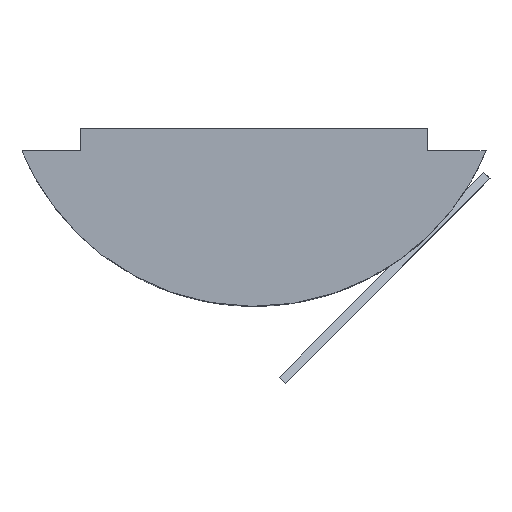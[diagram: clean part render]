
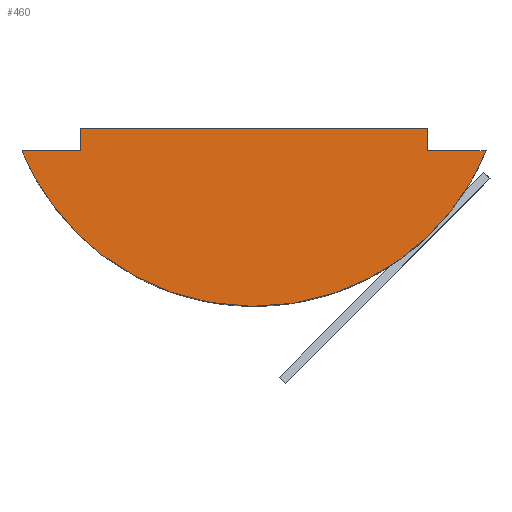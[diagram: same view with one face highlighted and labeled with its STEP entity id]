
A CAD part, left-side view. The second image highlights one B-rep face of the part: STEP entity #460.
In plain terms, the highlighted planar face has unit normal (-0.72, -0.694, 0).
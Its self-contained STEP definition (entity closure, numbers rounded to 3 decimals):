
#13 = LINE ( 'NONE', #619, #14 ) ;
#14 = VECTOR ( 'NONE', #620, 1000. ) ;
#25 = LINE ( 'NONE', #513, #26 ) ;
#26 = VECTOR ( 'NONE', #514, 1000. ) ;
#31 = LINE ( 'NONE', #519, #32 ) ;
#32 = VECTOR ( 'NONE', #520, 1000. ) ;
#39 = LINE ( 'NONE', #531, #40 ) ;
#40 = VECTOR ( 'NONE', #532, 1000. ) ;
#43 = LINE ( 'NONE', #462, #44 ) ;
#44 = VECTOR ( 'NONE', #463, 1000. ) ;
#78 = CARTESIAN_POINT ( 'NONE',  ( -9.554, -1.5, 3.5 ) ) ;
#83 = VERTEX_POINT ( 'NONE', #125 ) ;
#102 = CARTESIAN_POINT ( 'NONE',  ( -2.036, -9.3, 3.5 ) ) ;
#110 = VERTEX_POINT ( 'NONE', #102 ) ;
#112 = VERTEX_POINT ( 'NONE', #78 ) ;
#117 = VERTEX_POINT ( 'NONE', #577 ) ;
#122 = VERTEX_POINT ( 'NONE', #582 ) ;
#125 = CARTESIAN_POINT ( 'NONE',  ( -0.762, -10.622, 3.5 ) ) ;
#129 = VERTEX_POINT ( 'NONE', #579 ) ;
#184 = ORIENTED_EDGE ( 'NONE', *, *, #428, .F. ) ;
#186 = ORIENTED_EDGE ( 'NONE', *, *, #430, .T. ) ;
#187 = ORIENTED_EDGE ( 'NONE', *, *, #423, .F. ) ;
#188 = ORIENTED_EDGE ( 'NONE', *, *, #414, .F. ) ;
#189 = ORIENTED_EDGE ( 'NONE', *, *, #431, .T. ) ;
#191 = ORIENTED_EDGE ( 'NONE', *, *, #420, .F. ) ;
#252 = PLANE ( 'NONE',  #380 ) ;
#253 = CARTESIAN_POINT ( 'NONE',  ( -0.702, -10.684, -0.024 ) ) ;
#254 = DIRECTION ( 'NONE',  ( 0.72, 0.694, 0. ) ) ;
#255 = DIRECTION ( 'NONE',  ( -0.694, 0.72, 0. ) ) ;
#380 = AXIS2_PLACEMENT_3D ( 'NONE', #253, #254, #255 ) ;
#414 = EDGE_CURVE ( 'NONE', #122, #112, #13, .T. ) ;
#420 = EDGE_CURVE ( 'NONE', #110, #83, #25, .T. ) ;
#423 = EDGE_CURVE ( 'NONE', #112, #129, #31, .T. ) ;
#428 = EDGE_CURVE ( 'NONE', #117, #110, #39, .T. ) ;
#430 = EDGE_CURVE ( 'NONE', #117, #129, #43, .T. ) ;
#431 = EDGE_CURVE ( 'NONE', #122, #83, #588, .T. ) ;
#460 = ADVANCED_FACE ( 'NONE', ( #644 ), #252, .F. ) ;
#462 = CARTESIAN_POINT ( 'NONE',  ( -0.702, -10.684, 4. ) ) ;
#463 = DIRECTION ( 'NONE',  ( -0.694, 0.72, 0. ) ) ;
#464 = CARTESIAN_POINT ( 'NONE',  ( -10.828, -0.178, 3.5 ) ) ;
#465 = CARTESIAN_POINT ( 'NONE',  ( -8.655, -2.433, -1.989 ) ) ;
#466 = CARTESIAN_POINT ( 'NONE',  ( -2.936, -8.367, -1.989 ) ) ;
#467 = CARTESIAN_POINT ( 'NONE',  ( -0.762, -10.622, 3.5 ) ) ;
#513 = CARTESIAN_POINT ( 'NONE',  ( -5.795, -5.4, 3.5 ) ) ;
#514 = DIRECTION ( 'NONE',  ( 0.694, -0.72, 0. ) ) ;
#519 = CARTESIAN_POINT ( 'NONE',  ( -9.554, -1.5, 1.988 ) ) ;
#520 = DIRECTION ( 'NONE',  ( 0., 0., 1. ) ) ;
#531 = CARTESIAN_POINT ( 'NONE',  ( -2.036, -9.3, 1.988 ) ) ;
#532 = DIRECTION ( 'NONE',  ( 0., 0., -1. ) ) ;
#577 = CARTESIAN_POINT ( 'NONE',  ( -2.036, -9.3, 4. ) ) ;
#579 = CARTESIAN_POINT ( 'NONE',  ( -9.554, -1.5, 4. ) ) ;
#582 = CARTESIAN_POINT ( 'NONE',  ( -10.828, -0.178, 3.5 ) ) ;
#588 =( BOUNDED_CURVE ( )  B_SPLINE_CURVE ( 3, ( #464, #465, #466, #467 ),
 .UNSPECIFIED., .F., .T. ) 
 B_SPLINE_CURVE_WITH_KNOTS ( ( 4, 4 ),
 ( 0.39, 2.752 ),
 .UNSPECIFIED. ) 
 CURVE ( )  GEOMETRIC_REPRESENTATION_ITEM ( )  RATIONAL_B_SPLINE_CURVE ( ( 1., 0.587, 0.587, 1. ) ) 
 REPRESENTATION_ITEM ( '' )  );
#619 = CARTESIAN_POINT ( 'NONE',  ( -5.795, -5.4, 3.5 ) ) ;
#620 = DIRECTION ( 'NONE',  ( 0.694, -0.72, 0. ) ) ;
#644 = FACE_OUTER_BOUND ( 'NONE', #739, .T. ) ;
#739 = EDGE_LOOP ( 'NONE', ( #184, #186, #187, #188, #189, #191 ) ) ;
